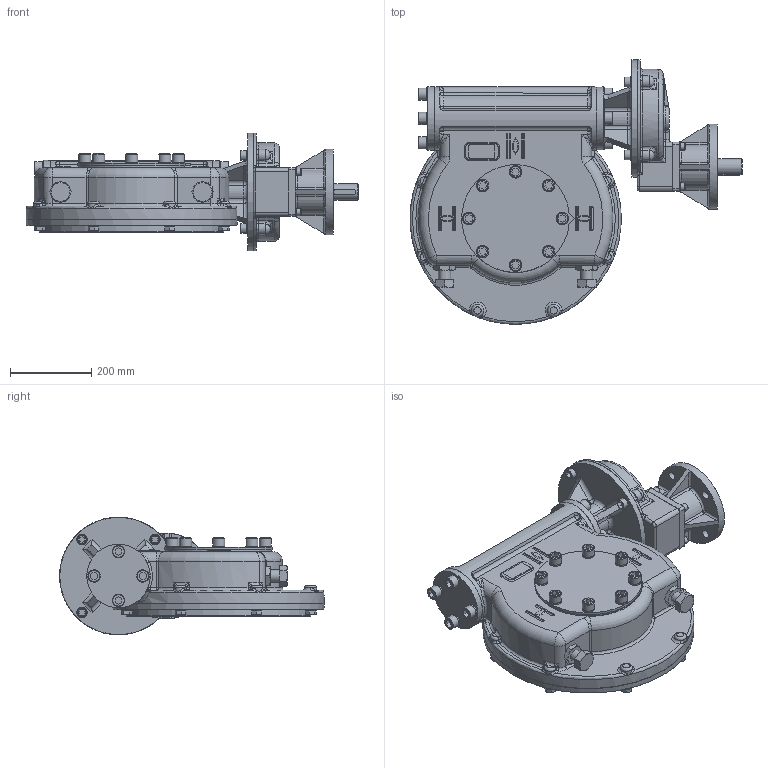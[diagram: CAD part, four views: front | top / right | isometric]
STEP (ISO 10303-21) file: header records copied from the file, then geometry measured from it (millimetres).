
FILE_DESCRIPTION(/* description */ ('Unknown'),/* implementation_level */ '2;1');
FILE_NAME(/* name */ 'PUB-IW82FBIRS-F16-F30',/* time_stamp */ '2016-07-11T14:57:23+01:00',/* author */ ('Unknown'),/* organization */ ('Unknown'),/* preprocessor_version */ 'ST-DEVELOPER v16',/* originating_system */ 'DEX',/* authorisation */ $);
FILE_SCHEMA (('AUTOMOTIVE_DESIGN {1 0 10303 214 3 1 1}'));
Products named in the file (1): PUB-IW82FBIRS-F16-F30
Bounding box: 817.13 x 650.94 x 289.28 mm (x, y, z)
Surface area: 1551597.8 mm2 (no closed solid volume)
Topology: 0 solids, 106 shells, 1504 faces, 5242 edges, 3769 vertices
Faces by surface type: plane 735, cylinder 326, torus 136, cone 126, bspline 117, sphere 64
Full cylindrical faces by diameter (mm): 17 x8, 17.294 x11, 18 x4, 19 x4, 20.5 x4, 24 x4, 30 x18, 30.7 x16, 40 x1, 50 x1, 130 x1, 155 x1, 195 x1, 210 x1, 260 x1, 289 x1, 454.5 x1
Entity records: 75503 total; most frequent: CARTESIAN_POINT 34341, DIRECTION 7723, ORIENTED_EDGE 7682, EDGE_CURVE 4946, VERTEX_POINT 3715, AXIS2_PLACEMENT_3D 2636, LINE 2451, VECTOR 2451
